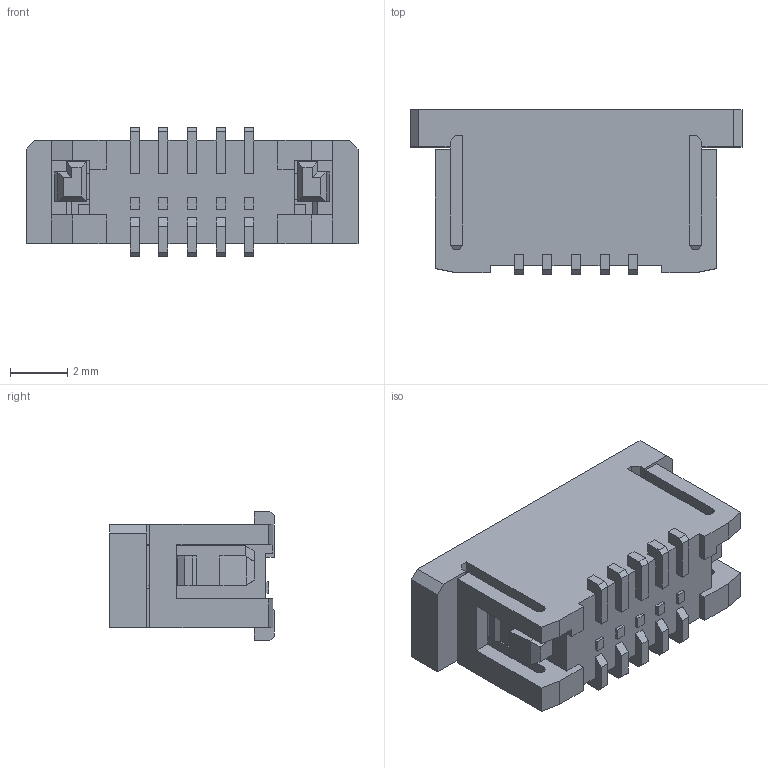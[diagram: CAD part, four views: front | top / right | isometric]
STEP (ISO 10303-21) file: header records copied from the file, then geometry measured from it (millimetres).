
FILE_DESCRIPTION((''),'2;1');
FILE_NAME('526100572','2019-06-21T',('gga'),(''),'PRO/ENGINEER BY PARAMETRIC TECHNOLOGY CORPORATION, 2016010','PRO/ENGINEER BY PARAMETRIC TECHNOLOGY CORPORATION, 2016010','');
FILE_SCHEMA(('CONFIG_CONTROL_DESIGN'));
Length unit declared in the file: millimetre
Products named in the file (1): 526100572
Bounding box: 11.6 x 5.75 x 4.5 mm (x, y, z)
Volume: 174.2 mm3; surface area: 440.5 mm2
Topology: 1 solids, 1 shells, 281 faces, 887 edges, 596 vertices
Faces by surface type: plane 266, cylinder 15
Entity records: 9650 total; most frequent: CARTESIAN_POINT 1737, ORIENTED_EDGE 1694, DIRECTION 1477, VECTOR 857, LINE 857, EDGE_CURVE 847, VERTEX_POINT 556, AXIS2_PLACEMENT_3D 310
